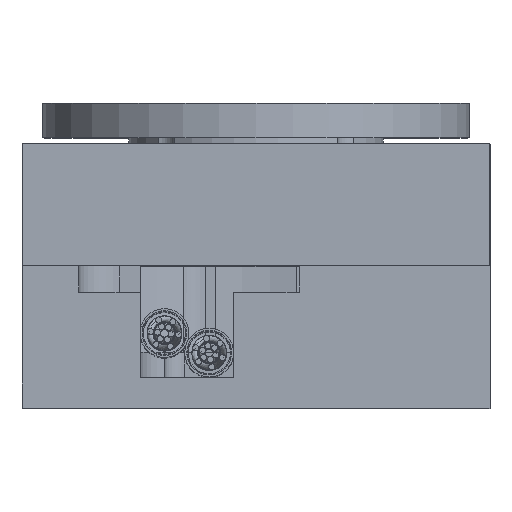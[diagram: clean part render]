
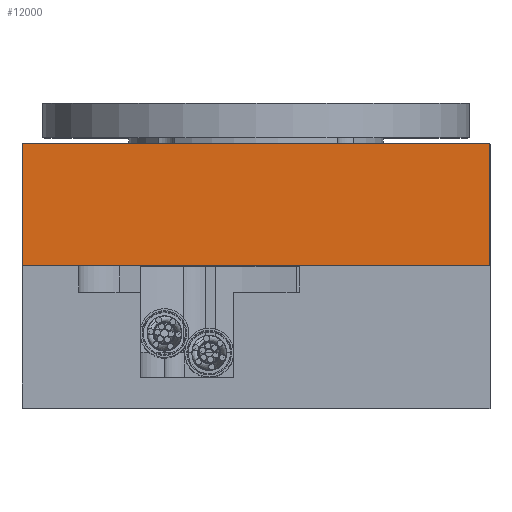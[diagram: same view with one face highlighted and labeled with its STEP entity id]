
A CAD part, top view. The second image highlights one B-rep face of the part: STEP entity #12000.
In plain terms, the highlighted planar face has unit normal (0, 0, 1).
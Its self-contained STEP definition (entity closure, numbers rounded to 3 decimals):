
#1350 = VERTEX_POINT ( 'NONE', #9298 ) ;
#1880 = CARTESIAN_POINT ( 'NONE',  ( -11.5, 6.5, 14.5 ) ) ;
#2163 = DIRECTION ( 'NONE',  ( 0., -1., 0. ) ) ;
#3867 = EDGE_CURVE ( 'NONE', #14442, #1350, #5157, .T. ) ;
#4319 = DIRECTION ( 'NONE',  ( 0., 0., -1. ) ) ;
#4410 = ORIENTED_EDGE ( 'NONE', *, *, #29746, .F. ) ;
#5157 = LINE ( 'NONE', #24691, #8211 ) ;
#6233 = VECTOR ( 'NONE', #16212, 1000. ) ;
#8211 = VECTOR ( 'NONE', #22119, 1000. ) ;
#9142 = FACE_OUTER_BOUND ( 'NONE', #9460, .T. ) ;
#9298 = CARTESIAN_POINT ( 'NONE',  ( 11.5, 6.5, 14.5 ) ) ;
#9460 = EDGE_LOOP ( 'NONE', ( #21979, #10716, #4410, #21529 ) ) ;
#10716 = ORIENTED_EDGE ( 'NONE', *, *, #31114, .F. ) ;
#11366 = LINE ( 'NONE', #31219, #6233 ) ;
#11520 = VECTOR ( 'NONE', #2163, 1000. ) ;
#12000 = ADVANCED_FACE ( 'NONE', ( #9142 ), #16589, .F. ) ;
#13329 = AXIS2_PLACEMENT_3D ( 'NONE', #26433, #4319, #14162 ) ;
#13901 = LINE ( 'NONE', #23908, #26820 ) ;
#14162 = DIRECTION ( 'NONE',  ( -1., 0., 0. ) ) ;
#14442 = VERTEX_POINT ( 'NONE', #1880 ) ;
#16212 = DIRECTION ( 'NONE',  ( 0., -1., 0. ) ) ;
#16383 = VERTEX_POINT ( 'NONE', #17202 ) ;
#16589 = PLANE ( 'NONE',  #13329 ) ;
#17202 = CARTESIAN_POINT ( 'NONE',  ( -11.5, 12.5, 14.5 ) ) ;
#21529 = ORIENTED_EDGE ( 'NONE', *, *, #27218, .T. ) ;
#21979 = ORIENTED_EDGE ( 'NONE', *, *, #3867, .T. ) ;
#22119 = DIRECTION ( 'NONE',  ( 1., 0., 0. ) ) ;
#22938 = VERTEX_POINT ( 'NONE', #26809 ) ;
#23908 = CARTESIAN_POINT ( 'NONE',  ( -11.5, 12.5, 14.5 ) ) ;
#24691 = CARTESIAN_POINT ( 'NONE',  ( -11.5, 6.5, 14.5 ) ) ;
#26433 = CARTESIAN_POINT ( 'NONE',  ( -11.5, 12.5, 14.5 ) ) ;
#26809 = CARTESIAN_POINT ( 'NONE',  ( 11.5, 12.5, 14.5 ) ) ;
#26820 = VECTOR ( 'NONE', #28746, 1000. ) ;
#27218 = EDGE_CURVE ( 'NONE', #16383, #14442, #28318, .T. ) ;
#28318 = LINE ( 'NONE', #28952, #11520 ) ;
#28746 = DIRECTION ( 'NONE',  ( 1., 0., 0. ) ) ;
#28952 = CARTESIAN_POINT ( 'NONE',  ( -11.5, 12.5, 14.5 ) ) ;
#29746 = EDGE_CURVE ( 'NONE', #16383, #22938, #13901, .T. ) ;
#31114 = EDGE_CURVE ( 'NONE', #22938, #1350, #11366, .T. ) ;
#31219 = CARTESIAN_POINT ( 'NONE',  ( 11.5, 12.5, 14.5 ) ) ;
